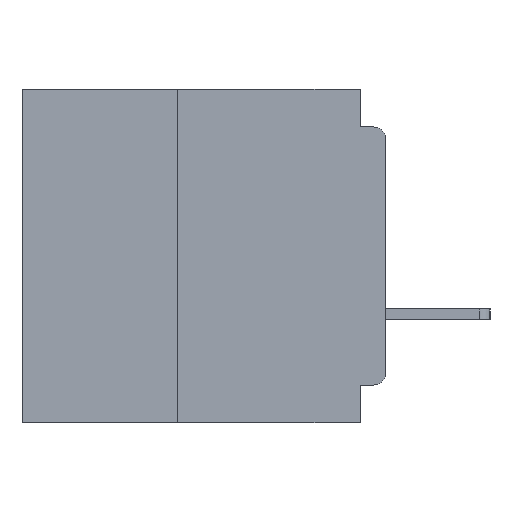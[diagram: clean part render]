
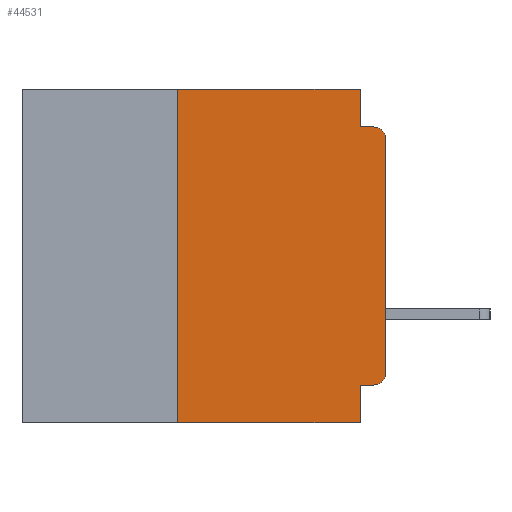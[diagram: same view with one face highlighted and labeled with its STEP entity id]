
A CAD part, left-side view. The second image highlights one B-rep face of the part: STEP entity #44531.
In plain terms, the highlighted planar face has unit normal (-1, 0, 0).
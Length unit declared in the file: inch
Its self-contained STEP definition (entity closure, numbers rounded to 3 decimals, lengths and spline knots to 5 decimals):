
#1147 = CIRCLE ( 'NONE', #17890, 0.015 ) ;
#1506 = DIRECTION ( 'NONE',  ( 0., 0., -1. ) ) ;
#1599 = DIRECTION ( 'NONE',  ( 0., -1., 0. ) ) ;
#1747 = LINE ( 'NONE', #8882, #37928 ) ;
#2007 = CARTESIAN_POINT ( 'NONE',  ( 0., 0.031, 0. ) ) ;
#2379 = CARTESIAN_POINT ( 'NONE',  ( 0., 0.031, -0.045 ) ) ;
#2572 = EDGE_CURVE ( 'NONE', #35421, #32319, #1147, .T. ) ;
#3205 = VECTOR ( 'NONE', #10402, 39.37008 ) ;
#3218 = LINE ( 'NONE', #18935, #21834 ) ;
#4010 = CARTESIAN_POINT ( 'NONE',  ( 0., 0.031, -0.4 ) ) ;
#4125 = CARTESIAN_POINT ( 'NONE',  ( 0., 0.031, -0.355 ) ) ;
#4298 = LINE ( 'NONE', #6840, #3205 ) ;
#4919 = VECTOR ( 'NONE', #1599, 39.37008 ) ;
#5147 = LINE ( 'NONE', #34013, #41340 ) ;
#5401 = EDGE_LOOP ( 'NONE', ( #40964, #9934, #20184, #20773, #13107, #23960, #32180, #41887, #43051, #31820 ) ) ;
#6840 = CARTESIAN_POINT ( 'NONE',  ( 0., 0.437, -0.4 ) ) ;
#6997 = CARTESIAN_POINT ( 'NONE',  ( 0., 0.25, 0. ) ) ;
#8090 = CARTESIAN_POINT ( 'NONE',  ( 0., 0.015, -0.06 ) ) ;
#8741 = VECTOR ( 'NONE', #16342, 39.37008 ) ;
#8790 = CARTESIAN_POINT ( 'NONE',  ( 0., 0.437, 0. ) ) ;
#8882 = CARTESIAN_POINT ( 'NONE',  ( 0., 0.437, 0. ) ) ;
#9399 = VERTEX_POINT ( 'NONE', #2379 ) ;
#9934 = ORIENTED_EDGE ( 'NONE', *, *, #14298, .T. ) ;
#10117 = EDGE_CURVE ( 'NONE', #26872, #45180, #1747, .T. ) ;
#10402 = DIRECTION ( 'NONE',  ( 0., -1., 0. ) ) ;
#11310 = VERTEX_POINT ( 'NONE', #12754 ) ;
#11639 = DIRECTION ( 'NONE',  ( 0., 0., -1. ) ) ;
#12452 = DIRECTION ( 'NONE',  ( 0., 0., -1. ) ) ;
#12562 = EDGE_CURVE ( 'NONE', #32319, #27046, #43781, .T. ) ;
#12754 = CARTESIAN_POINT ( 'NONE',  ( 0., 0.25, -0.4 ) ) ;
#13107 = ORIENTED_EDGE ( 'NONE', *, *, #10117, .F. ) ;
#14298 = EDGE_CURVE ( 'NONE', #27046, #20814, #22066, .T. ) ;
#15321 = VECTOR ( 'NONE', #23761, 39.37008 ) ;
#15605 = AXIS2_PLACEMENT_3D ( 'NONE', #8090, #32620, #11639 ) ;
#15751 = EDGE_CURVE ( 'NONE', #9399, #20814, #23551, .T. ) ;
#16342 = DIRECTION ( 'NONE',  ( 0., 0., -1. ) ) ;
#16696 = VERTEX_POINT ( 'NONE', #4125 ) ;
#17890 = AXIS2_PLACEMENT_3D ( 'NONE', #25514, #25421, #25413 ) ;
#18935 = CARTESIAN_POINT ( 'NONE',  ( 0., 0.031, -0.4 ) ) ;
#20184 = ORIENTED_EDGE ( 'NONE', *, *, #15751, .F. ) ;
#20773 = ORIENTED_EDGE ( 'NONE', *, *, #41556, .F. ) ;
#20814 = VERTEX_POINT ( 'NONE', #35203 ) ;
#21834 = VECTOR ( 'NONE', #1506, 39.37008 ) ;
#22066 = CIRCLE ( 'NONE', #15605, 0.015 ) ;
#22425 = CARTESIAN_POINT ( 'NONE',  ( 0., 0., -0.045 ) ) ;
#22641 = CARTESIAN_POINT ( 'NONE',  ( 0., 0., 0. ) ) ;
#22954 = DIRECTION ( 'NONE',  ( 0., -1., 0. ) ) ;
#23541 = LINE ( 'NONE', #44784, #15321 ) ;
#23551 = LINE ( 'NONE', #22425, #4919 ) ;
#23761 = DIRECTION ( 'NONE',  ( 0., 0., 1. ) ) ;
#23960 = ORIENTED_EDGE ( 'NONE', *, *, #36877, .F. ) ;
#25088 = EDGE_CURVE ( 'NONE', #16696, #43071, #3218, .T. ) ;
#25108 = VECTOR ( 'NONE', #40130, 39.37008 ) ;
#25413 = DIRECTION ( 'NONE',  ( 0., 0., -1. ) ) ;
#25421 = DIRECTION ( 'NONE',  ( -1., 0., 0. ) ) ;
#25514 = CARTESIAN_POINT ( 'NONE',  ( 0., 0.015, -0.34 ) ) ;
#25649 = CARTESIAN_POINT ( 'NONE',  ( 0., 0., -0.06 ) ) ;
#26041 = FACE_OUTER_BOUND ( 'NONE', #5401, .T. ) ;
#26872 = VERTEX_POINT ( 'NONE', #6997 ) ;
#27046 = VERTEX_POINT ( 'NONE', #25649 ) ;
#28378 = EDGE_CURVE ( 'NONE', #35421, #16696, #5147, .T. ) ;
#29905 = PLANE ( 'NONE',  #35389 ) ;
#31820 = ORIENTED_EDGE ( 'NONE', *, *, #2572, .T. ) ;
#32152 = EDGE_CURVE ( 'NONE', #11310, #43071, #4298, .T. ) ;
#32180 = ORIENTED_EDGE ( 'NONE', *, *, #32152, .T. ) ;
#32319 = VERTEX_POINT ( 'NONE', #42727 ) ;
#32620 = DIRECTION ( 'NONE',  ( -1., 0., 0. ) ) ;
#32987 = CARTESIAN_POINT ( 'NONE',  ( 0., 0.015, -0.355 ) ) ;
#33471 = DIRECTION ( 'NONE',  ( 1., 0., 0. ) ) ;
#34013 = CARTESIAN_POINT ( 'NONE',  ( 0., 0., -0.355 ) ) ;
#35203 = CARTESIAN_POINT ( 'NONE',  ( 0., 0.015, -0.045 ) ) ;
#35389 = AXIS2_PLACEMENT_3D ( 'NONE', #8790, #33471, #12452 ) ;
#35421 = VERTEX_POINT ( 'NONE', #32987 ) ;
#36877 = EDGE_CURVE ( 'NONE', #11310, #26872, #23541, .T. ) ;
#37387 = CARTESIAN_POINT ( 'NONE',  ( 0., 0.031, 0. ) ) ;
#37928 = VECTOR ( 'NONE', #22954, 39.37008 ) ;
#40130 = DIRECTION ( 'NONE',  ( 0., 0., 1. ) ) ;
#40964 = ORIENTED_EDGE ( 'NONE', *, *, #12562, .T. ) ;
#41340 = VECTOR ( 'NONE', #44407, 39.37008 ) ;
#41556 = EDGE_CURVE ( 'NONE', #45180, #9399, #44907, .T. ) ;
#41887 = ORIENTED_EDGE ( 'NONE', *, *, #25088, .F. ) ;
#42727 = CARTESIAN_POINT ( 'NONE',  ( 0., 0., -0.34 ) ) ;
#43051 = ORIENTED_EDGE ( 'NONE', *, *, #28378, .F. ) ;
#43071 = VERTEX_POINT ( 'NONE', #4010 ) ;
#43781 = LINE ( 'NONE', #22641, #25108 ) ;
#44407 = DIRECTION ( 'NONE',  ( 0., 1., 0. ) ) ;
#44531 = ADVANCED_FACE ( 'NONE', ( #26041 ), #29905, .F. ) ;
#44784 = CARTESIAN_POINT ( 'NONE',  ( 0., 0.25, -0.4 ) ) ;
#44907 = LINE ( 'NONE', #37387, #8741 ) ;
#45180 = VERTEX_POINT ( 'NONE', #2007 ) ;
